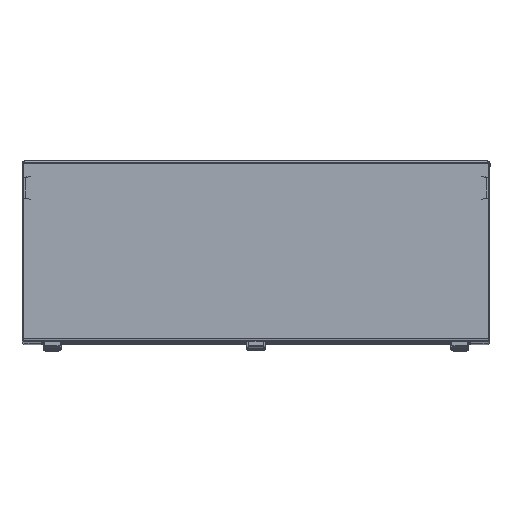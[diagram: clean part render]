
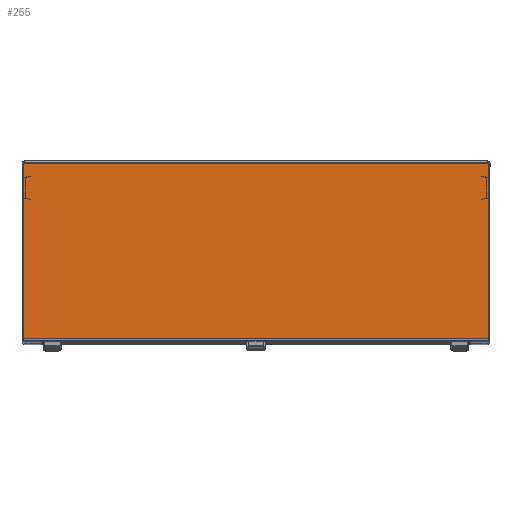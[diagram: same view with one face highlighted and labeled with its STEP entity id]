
A CAD part, top view. The second image highlights one B-rep face of the part: STEP entity #255.
In plain terms, the highlighted planar face has unit normal (0, 0, 1).
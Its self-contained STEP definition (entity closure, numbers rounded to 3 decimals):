
#98 = VECTOR ( 'NONE', #2744, 1000. ) ;
#148 = PLANE ( 'NONE',  #3388 ) ;
#255 = ADVANCED_FACE ( 'NONE', ( #5307 ), #148, .F. ) ;
#369 = ORIENTED_EDGE ( 'NONE', *, *, #6538, .T. ) ;
#426 = LINE ( 'NONE', #4619, #10056 ) ;
#457 = LINE ( 'NONE', #11847, #2208 ) ;
#569 = CARTESIAN_POINT ( 'NONE',  ( -497., 377., 20. ) ) ;
#1497 = CARTESIAN_POINT ( 'NONE',  ( -497., 3., 20. ) ) ;
#1605 = CARTESIAN_POINT ( 'NONE',  ( -500., 3., 20. ) ) ;
#1637 = DIRECTION ( 'NONE',  ( 0., -1., 0. ) ) ;
#2099 = CARTESIAN_POINT ( 'NONE',  ( 0., 0., 20. ) ) ;
#2208 = VECTOR ( 'NONE', #7582, 1000. ) ;
#2744 = DIRECTION ( 'NONE',  ( -1., 0., 0. ) ) ;
#2769 = LINE ( 'NONE', #4688, #3191 ) ;
#2820 = DIRECTION ( 'NONE',  ( 1., 0., 0. ) ) ;
#2862 = VERTEX_POINT ( 'NONE', #12871 ) ;
#2999 = ORIENTED_EDGE ( 'NONE', *, *, #8934, .T. ) ;
#3191 = VECTOR ( 'NONE', #1637, 1000. ) ;
#3288 = DIRECTION ( 'NONE',  ( -1., 0., 0. ) ) ;
#3388 = AXIS2_PLACEMENT_3D ( 'NONE', #2099, #4276, #6250 ) ;
#3697 = EDGE_CURVE ( 'NONE', #11542, #4526, #426, .T. ) ;
#3742 = VECTOR ( 'NONE', #3288, 1000. ) ;
#4276 = DIRECTION ( 'NONE',  ( 0., 0., -1. ) ) ;
#4309 = DIRECTION ( 'NONE',  ( -1., 0., 0. ) ) ;
#4463 = ORIENTED_EDGE ( 'NONE', *, *, #8265, .F. ) ;
#4526 = VERTEX_POINT ( 'NONE', #5885 ) ;
#4619 = CARTESIAN_POINT ( 'NONE',  ( 500., 377., 20. ) ) ;
#4688 = CARTESIAN_POINT ( 'NONE',  ( -497., 0., 20. ) ) ;
#5307 = FACE_OUTER_BOUND ( 'NONE', #8355, .T. ) ;
#5460 = LINE ( 'NONE', #9532, #9617 ) ;
#5797 = ORIENTED_EDGE ( 'NONE', *, *, #3697, .F. ) ;
#5885 = CARTESIAN_POINT ( 'NONE',  ( -495.586, 377., 20. ) ) ;
#5944 = ORIENTED_EDGE ( 'NONE', *, *, #12509, .T. ) ;
#6250 = DIRECTION ( 'NONE',  ( -1., 0., 0. ) ) ;
#6538 = EDGE_CURVE ( 'NONE', #9250, #4526, #5460, .T. ) ;
#6661 = ORIENTED_EDGE ( 'NONE', *, *, #10945, .T. ) ;
#6764 = CARTESIAN_POINT ( 'NONE',  ( 495.586, 377., 20. ) ) ;
#6818 = LINE ( 'NONE', #1605, #98 ) ;
#7582 = DIRECTION ( 'NONE',  ( 0., 1., 0. ) ) ;
#8265 = EDGE_CURVE ( 'NONE', #10432, #12999, #6818, .T. ) ;
#8355 = EDGE_LOOP ( 'NONE', ( #2999, #4463, #6661, #5944, #369, #5797 ) ) ;
#8934 = EDGE_CURVE ( 'NONE', #11542, #12999, #2769, .T. ) ;
#9250 = VERTEX_POINT ( 'NONE', #6764 ) ;
#9369 = CARTESIAN_POINT ( 'NONE',  ( 497., 3., 20. ) ) ;
#9471 = LINE ( 'NONE', #12600, #3742 ) ;
#9532 = CARTESIAN_POINT ( 'NONE',  ( 500., 377., 20. ) ) ;
#9617 = VECTOR ( 'NONE', #4309, 1000. ) ;
#10056 = VECTOR ( 'NONE', #2820, 1000. ) ;
#10432 = VERTEX_POINT ( 'NONE', #9369 ) ;
#10945 = EDGE_CURVE ( 'NONE', #10432, #2862, #457, .T. ) ;
#11542 = VERTEX_POINT ( 'NONE', #569 ) ;
#11847 = CARTESIAN_POINT ( 'NONE',  ( 497., 0., 20. ) ) ;
#12509 = EDGE_CURVE ( 'NONE', #2862, #9250, #9471, .T. ) ;
#12600 = CARTESIAN_POINT ( 'NONE',  ( 500., 377., 20. ) ) ;
#12871 = CARTESIAN_POINT ( 'NONE',  ( 497., 377., 20. ) ) ;
#12999 = VERTEX_POINT ( 'NONE', #1497 ) ;
